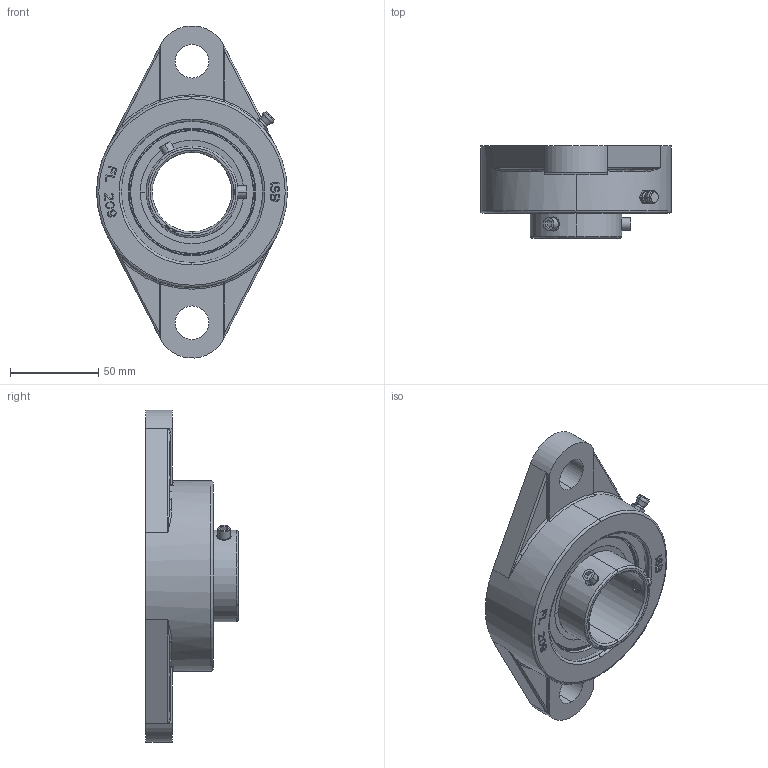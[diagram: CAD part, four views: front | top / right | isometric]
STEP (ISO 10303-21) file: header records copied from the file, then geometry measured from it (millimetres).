
FILE_DESCRIPTION((''),'2;1');
FILE_NAME('UCFL209ISB_ASM','2016-05-31T',('giuseppe.caruso'),(''),'CREO PARAMETRIC BY PTC INC, 2014500','CREO PARAMETRIC BY PTC INC, 2014500','');
FILE_SCHEMA(('CONFIG_CONTROL_DESIGN'));
Length unit declared in the file: millimetre
Products named in the file (6): UCFL209_SUP_AF0; UC209_AF0; INGRASSATORE; GRANOM8X1_AF0; GRANOM8X1_AF1; UCFL209ISB_ASM
Assembly tree (5 placements, depth 2):
  UCFL209ISB_ASM
    UCFL209_SUP_AF0
    UC209_AF0
    INGRASSATORE
    GRANOM8X1_AF0
    GRANOM8X1_AF1
Bounding box: 108 x 52.2 x 187.86 mm (x, y, z)
Volume: 255230.9 mm3; surface area: 92781.5 mm2
Topology: 18 solids, 20 shells, 900 faces, 2420 edges, 1574 vertices
Faces by surface type: plane 680, cylinder 98, sphere 40, bspline 32, cone 26, torus 24
Entity records: 29726 total; most frequent: CARTESIAN_POINT 7178, ORIENTED_EDGE 4756, DIRECTION 4407, EDGE_CURVE 2384, VECTOR 1835, LINE 1835, VERTEX_POINT 1574, AXIS2_PLACEMENT_3D 1286
